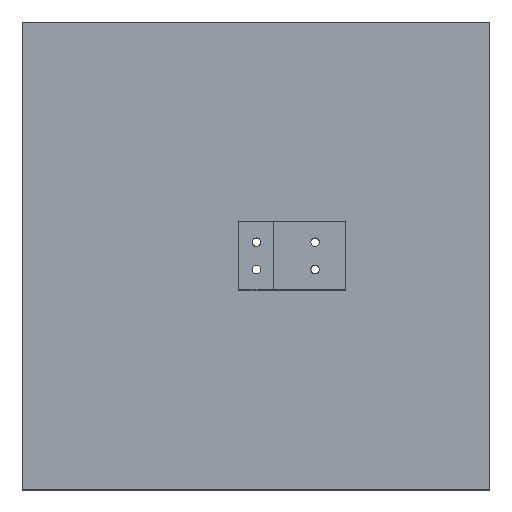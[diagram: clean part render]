
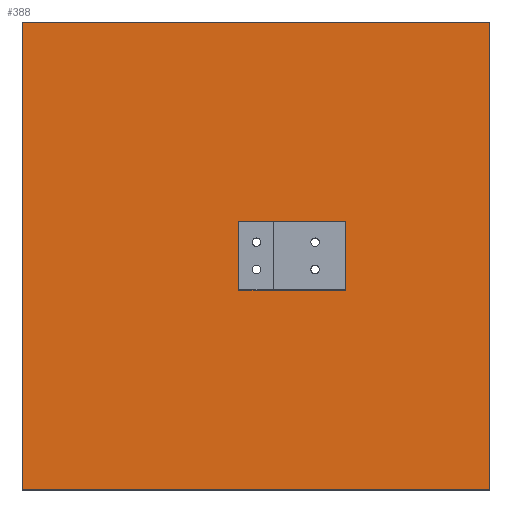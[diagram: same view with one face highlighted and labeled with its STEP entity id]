
A CAD part, top view. The second image highlights one B-rep face of the part: STEP entity #388.
In plain terms, the highlighted planar face has unit normal (0, 0, 1).
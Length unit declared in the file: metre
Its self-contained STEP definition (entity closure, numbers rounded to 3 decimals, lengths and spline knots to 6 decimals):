
#18=LINE('',#608,#48);
#23=LINE('',#617,#53);
#25=LINE('',#620,#55);
#28=LINE('',#627,#58);
#29=LINE('',#628,#59);
#30=LINE('',#631,#60);
#31=LINE('',#633,#61);
#32=LINE('',#635,#62);
#48=VECTOR('',#494,1.);
#53=VECTOR('',#501,1.);
#55=VECTOR('',#505,1.);
#58=VECTOR('',#512,1.);
#59=VECTOR('',#513,1.);
#60=VECTOR('',#514,1.);
#61=VECTOR('',#515,1.);
#62=VECTOR('',#516,1.);
#77=PLANE('',#434);
#123=ORIENTED_EDGE('',*,*,#200,.T.);
#124=ORIENTED_EDGE('',*,*,#205,.T.);
#125=ORIENTED_EDGE('',*,*,#202,.F.);
#126=ORIENTED_EDGE('',*,*,#195,.T.);
#127=ORIENTED_EDGE('',*,*,#206,.T.);
#128=ORIENTED_EDGE('',*,*,#207,.T.);
#129=ORIENTED_EDGE('',*,*,#208,.F.);
#130=ORIENTED_EDGE('',*,*,#209,.F.);
#195=EDGE_CURVE('',#242,#241,#18,.T.);
#200=EDGE_CURVE('',#241,#244,#23,.T.);
#202=EDGE_CURVE('',#242,#245,#25,.T.);
#205=EDGE_CURVE('',#244,#245,#28,.T.);
#206=EDGE_CURVE('',#247,#248,#29,.T.);
#207=EDGE_CURVE('',#248,#249,#30,.T.);
#208=EDGE_CURVE('',#250,#249,#31,.T.);
#209=EDGE_CURVE('',#247,#250,#32,.T.);
#241=VERTEX_POINT('',#607);
#242=VERTEX_POINT('',#609);
#244=VERTEX_POINT('',#616);
#245=VERTEX_POINT('',#621);
#247=VERTEX_POINT('',#629);
#248=VERTEX_POINT('',#630);
#249=VERTEX_POINT('',#632);
#250=VERTEX_POINT('',#634);
#294=EDGE_LOOP('',(#123,#124,#125,#126));
#295=EDGE_LOOP('',(#127,#128,#129,#130));
#340=FACE_BOUND('',#294,.T.);
#341=FACE_BOUND('',#295,.T.);
#388=ADVANCED_FACE('',(#340,#341),#77,.F.);
#434=AXIS2_PLACEMENT_3D('',#626,#510,#511);
#494=DIRECTION('',(0.,1.,0.));
#501=DIRECTION('',(1.,0.,0.));
#505=DIRECTION('',(1.,0.,0.));
#510=DIRECTION('',(0.,0.,-1.));
#511=DIRECTION('',(1.,0.,0.));
#512=DIRECTION('',(0.,-1.,0.));
#513=DIRECTION('',(0.,-1.,0.));
#514=DIRECTION('',(1.,0.,0.));
#515=DIRECTION('',(0.,-1.,0.));
#516=DIRECTION('',(1.,0.,0.));
#607=CARTESIAN_POINT('',(-0.097529,0.02,-0.039181));
#608=CARTESIAN_POINT('',(-0.097529,-0.020004,-0.039181));
#609=CARTESIAN_POINT('',(-0.097529,-0.02,-0.039181));
#616=CARTESIAN_POINT('',(-0.035154,0.02,-0.039181));
#617=CARTESIAN_POINT('',(0.03202,0.02,-0.039181));
#620=CARTESIAN_POINT('',(0.03202,-0.02,-0.039181));
#621=CARTESIAN_POINT('',(-0.035154,-0.02,-0.039181));
#626=CARTESIAN_POINT('',(-0.087529,0.,-0.039181));
#627=CARTESIAN_POINT('',(-0.035154,0.,-0.039181));
#628=CARTESIAN_POINT('',(-0.224943,0.,-0.039181));
#629=CARTESIAN_POINT('',(-0.224943,0.137414,-0.039181));
#630=CARTESIAN_POINT('',(-0.224943,-0.137414,-0.039181));
#631=CARTESIAN_POINT('',(-0.087529,-0.137414,-0.039181));
#632=CARTESIAN_POINT('',(0.049885,-0.137414,-0.039181));
#633=CARTESIAN_POINT('',(0.049885,0.,-0.039181));
#634=CARTESIAN_POINT('',(0.049885,0.137414,-0.039181));
#635=CARTESIAN_POINT('',(-0.087529,0.137414,-0.039181));
